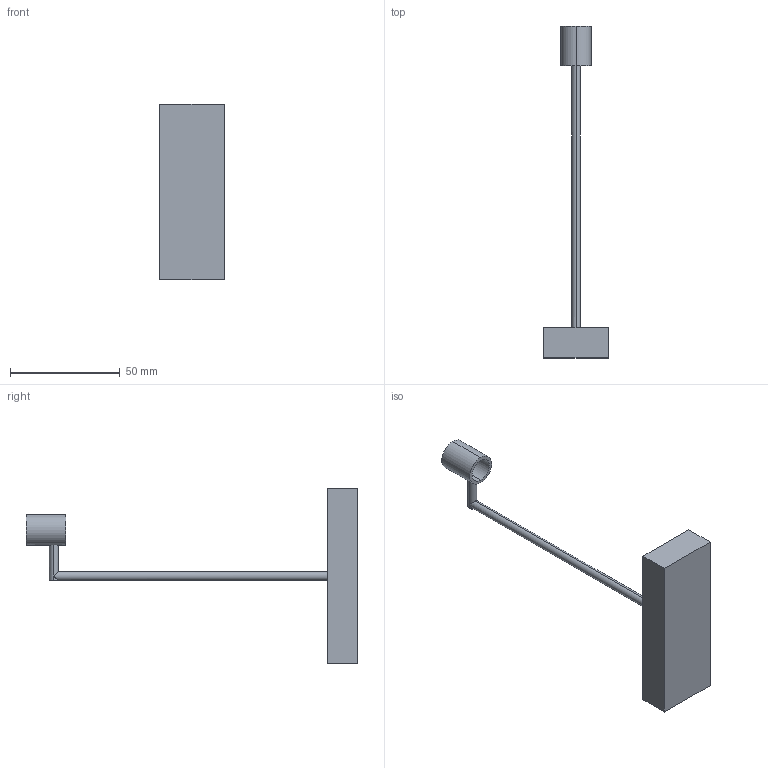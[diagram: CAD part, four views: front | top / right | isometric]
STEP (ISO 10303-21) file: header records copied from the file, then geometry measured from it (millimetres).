
FILE_DESCRIPTION (( 'STEP AP203' ), '1' );
FILE_NAME ('step1ap203.STEP', '2024-02-02T11:14:49', ( '' ), ( '' ), 'SwSTEP 2.0', 'SolidWorks 2021', '' );
FILE_SCHEMA (( 'CONFIG_CONTROL_DESIGN' ));
Length unit declared in the file: millimetre
Products named in the file (1): step1ap203
Bounding box: 29.5 x 150.9 x 79.9 mm (x, y, z)
Volume: 13813 mm3; surface area: 14567.3 mm2
Topology: 1 solids, 1 shells, 27 faces, 68 edges, 44 vertices
Faces by surface type: plane 17, cylinder 10
Entity records: 936 total; most frequent: CARTESIAN_POINT 212, ORIENTED_EDGE 136, DIRECTION 129, EDGE_CURVE 68, LINE 47, VECTOR 47, VERTEX_POINT 44, AXIS2_PLACEMENT_3D 41
